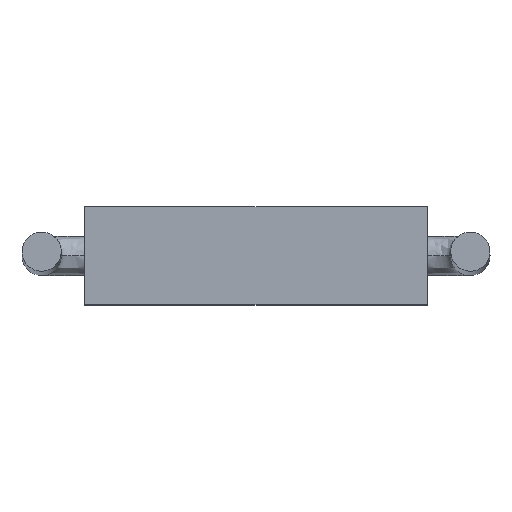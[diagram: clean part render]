
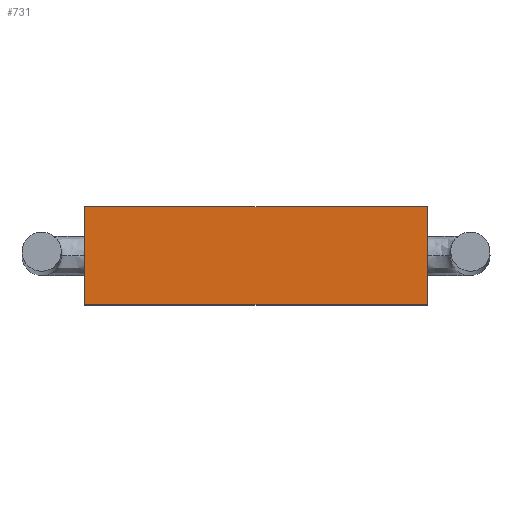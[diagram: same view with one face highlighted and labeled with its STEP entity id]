
A CAD part, top view. The second image highlights one B-rep face of the part: STEP entity #731.
In plain terms, the highlighted planar face has unit normal (0, 0, 1).
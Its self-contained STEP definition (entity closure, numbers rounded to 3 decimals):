
#32 = VECTOR ( 'NONE', #69, 1000. ) ;
#58 = CARTESIAN_POINT ( 'NONE',  ( -3.5, 0., 3.5 ) ) ;
#69 = DIRECTION ( 'NONE',  ( 1., 0., 0. ) ) ;
#79 = VECTOR ( 'NONE', #312, 1000. ) ;
#183 = DIRECTION ( 'NONE',  ( 0., -1., 0. ) ) ;
#226 = CARTESIAN_POINT ( 'NONE',  ( 3.5, 2., 3.5 ) ) ;
#233 = DIRECTION ( 'NONE',  ( 0., -1., 0. ) ) ;
#236 = EDGE_CURVE ( 'NONE', #398, #295, #607, .T. ) ;
#260 = ORIENTED_EDGE ( 'NONE', *, *, #438, .T. ) ;
#295 = VERTEX_POINT ( 'NONE', #724 ) ;
#311 = DIRECTION ( 'NONE',  ( 0., 0., -1. ) ) ;
#312 = DIRECTION ( 'NONE',  ( 1., 0., 0. ) ) ;
#345 = CARTESIAN_POINT ( 'NONE',  ( -3.5, 2., 3.5 ) ) ;
#354 = FACE_OUTER_BOUND ( 'NONE', #1014, .T. ) ;
#384 = CARTESIAN_POINT ( 'NONE',  ( -3.5, 2., 3.5 ) ) ;
#398 = VERTEX_POINT ( 'NONE', #226 ) ;
#404 = EDGE_CURVE ( 'NONE', #688, #295, #496, .T. ) ;
#438 = EDGE_CURVE ( 'NONE', #655, #688, #691, .T. ) ;
#459 = EDGE_CURVE ( 'NONE', #655, #398, #500, .T. ) ;
#496 = LINE ( 'NONE', #58, #32 ) ;
#500 = LINE ( 'NONE', #856, #79 ) ;
#607 = LINE ( 'NONE', #951, #648 ) ;
#635 = CARTESIAN_POINT ( 'NONE',  ( -3.5, 0., 3.5 ) ) ;
#648 = VECTOR ( 'NONE', #183, 1000. ) ;
#655 = VERTEX_POINT ( 'NONE', #384 ) ;
#663 = ORIENTED_EDGE ( 'NONE', *, *, #236, .F. ) ;
#688 = VERTEX_POINT ( 'NONE', #635 ) ;
#691 = LINE ( 'NONE', #927, #758 ) ;
#724 = CARTESIAN_POINT ( 'NONE',  ( 3.5, 0., 3.5 ) ) ;
#731 = ADVANCED_FACE ( 'NONE', ( #354 ), #843, .F. ) ;
#758 = VECTOR ( 'NONE', #233, 1000. ) ;
#765 = ORIENTED_EDGE ( 'NONE', *, *, #459, .F. ) ;
#798 = ORIENTED_EDGE ( 'NONE', *, *, #404, .T. ) ;
#843 = PLANE ( 'NONE',  #885 ) ;
#856 = CARTESIAN_POINT ( 'NONE',  ( -3.5, 2., 3.5 ) ) ;
#885 = AXIS2_PLACEMENT_3D ( 'NONE', #345, #311, #893 ) ;
#893 = DIRECTION ( 'NONE',  ( -1., 0., 0. ) ) ;
#927 = CARTESIAN_POINT ( 'NONE',  ( -3.5, 2., 3.5 ) ) ;
#951 = CARTESIAN_POINT ( 'NONE',  ( 3.5, 2., 3.5 ) ) ;
#1014 = EDGE_LOOP ( 'NONE', ( #798, #663, #765, #260 ) ) ;
